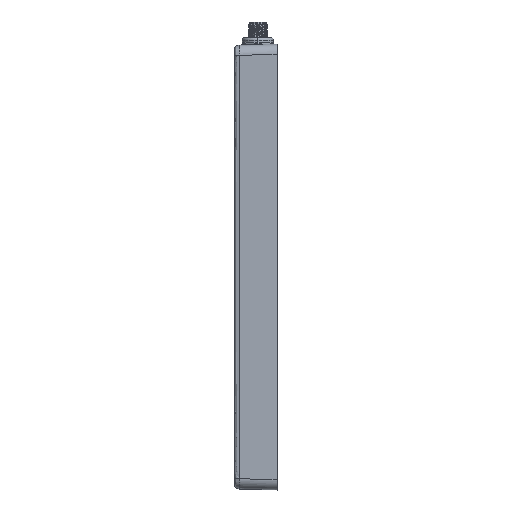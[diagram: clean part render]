
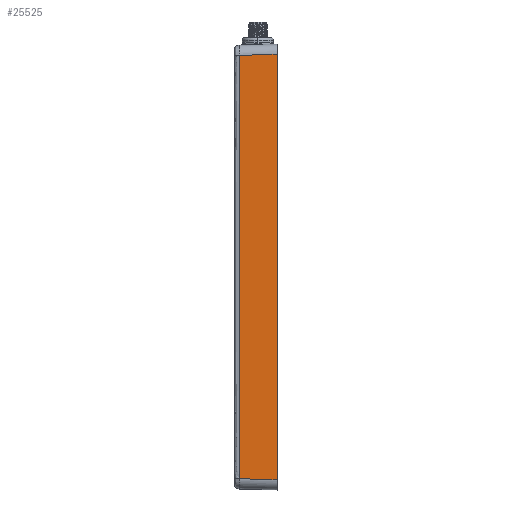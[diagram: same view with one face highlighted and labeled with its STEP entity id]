
A CAD part, left-side view. The second image highlights one B-rep face of the part: STEP entity #25525.
In plain terms, the highlighted planar face has unit normal (-1, 0.026, 0).
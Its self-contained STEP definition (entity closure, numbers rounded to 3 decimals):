
#117=CARTESIAN_POINT('',(-3.545,0.,-5.121));
#131=DIRECTION('',(0.,0.,-1.));
#132=VECTOR('',#131,10.242);
#133=CARTESIAN_POINT('',(-3.545,0.,5.121));
#134=LINE('',#133,#132);
#147=CARTESIAN_POINT('',(-3.545,0.,5.121));
#856=CARTESIAN_POINT('',(-3.522,0.898,5.097));
#1277=DIRECTION('',(0.,0.,1.));
#1278=VECTOR('',#1277,10.195);
#1279=CARTESIAN_POINT('',(-3.522,0.898,
-5.097));
#1280=LINE('',#1279,#1278);
#1281=DIRECTION('',(-0.026,-0.999,0.026));
#1282=VECTOR('',#1281,0.898);
#1283=CARTESIAN_POINT('',(-3.522,0.898,
5.097));
#1284=LINE('',#1283,#1282);
#1285=DIRECTION('',(-0.026,-0.999,-0.026));
#1286=VECTOR('',#1285,0.898);
#1287=CARTESIAN_POINT('',(-3.522,0.898,
-5.097));
#1288=LINE('',#1287,#1286);
#22832=VERTEX_POINT('',#147);
#22833=VERTEX_POINT('',#117);
#22856=VERTEX_POINT('',#856);
#22859=CARTESIAN_POINT('',(-3.522,0.898,
-5.097));
#22860=VERTEX_POINT('',#22859);
#25513=CARTESIAN_POINT('',(-3.545,0.,-5.479));
#25514=DIRECTION('',(-1.,0.026,0.));
#25515=DIRECTION('',(0.,0.,-1.));
#25516=AXIS2_PLACEMENT_3D('',#25513,#25514,#25515);
#25517=PLANE('',#25516);
#25518=ORIENTED_EDGE('',*,*,#25507,.T.);
#25519=ORIENTED_EDGE('',*,*,#25192,.T.);
#25520=ORIENTED_EDGE('',*,*,#24750,.T.);
#25522=ORIENTED_EDGE('',*,*,#25521,.F.);
#25523=EDGE_LOOP('',(#25518,#25519,#25520,#25522));
#25524=FACE_OUTER_BOUND('',#25523,.F.);
#25525=ADVANCED_FACE('',(#25524),#25517,.T.);
#24750=EDGE_CURVE('',#22832,#22833,#134,.T.);
#25192=EDGE_CURVE('',#22856,#22832,#1284,.T.);
#25507=EDGE_CURVE('',#22860,#22856,#1280,.T.);
#25521=EDGE_CURVE('',#22860,#22833,#1288,.T.);
